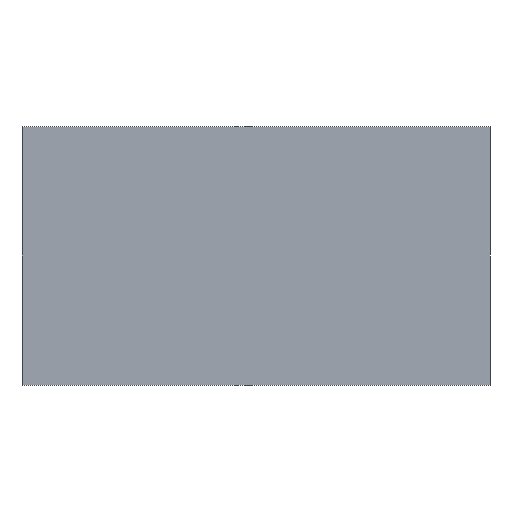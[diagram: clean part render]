
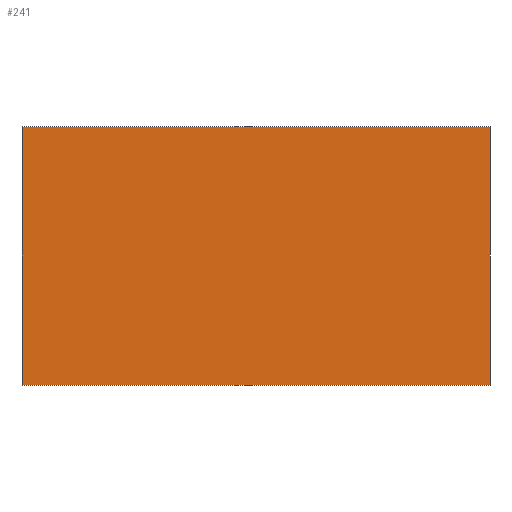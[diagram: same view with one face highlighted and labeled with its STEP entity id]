
A CAD part, front view. The second image highlights one B-rep face of the part: STEP entity #241.
In plain terms, the highlighted planar face has unit normal (0, -1, 0).
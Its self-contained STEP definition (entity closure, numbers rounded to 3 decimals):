
#241 = ADVANCED_FACE ( 'NONE', ( #2587 ), #1320, .F. ) ;
#328 = DIRECTION ( 'NONE',  ( 0., 0., 1. ) ) ;
#411 = CARTESIAN_POINT ( 'NONE',  ( -54.25, -1.35, -30. ) ) ;
#439 = AXIS2_PLACEMENT_3D ( 'NONE', #777, #2338, #328 ) ;
#440 = EDGE_CURVE ( 'NONE', #807, #1950, #460, .T. ) ;
#460 = LINE ( 'NONE', #2504, #524 ) ;
#524 = VECTOR ( 'NONE', #1440, 1000. ) ;
#615 = LINE ( 'NONE', #411, #1667 ) ;
#626 = LINE ( 'NONE', #2242, #1838 ) ;
#691 = EDGE_LOOP ( 'NONE', ( #2487, #2274, #1123, #1158 ) ) ;
#755 = EDGE_CURVE ( 'NONE', #1950, #1194, #1972, .T. ) ;
#777 = CARTESIAN_POINT ( 'NONE',  ( 54.25, -1.35, -30. ) ) ;
#807 = VERTEX_POINT ( 'NONE', #2579 ) ;
#819 = EDGE_CURVE ( 'NONE', #1748, #1194, #615, .T. ) ;
#972 = DIRECTION ( 'NONE',  ( -1., 0., 0. ) ) ;
#985 = CARTESIAN_POINT ( 'NONE',  ( 54.25, -1.35, -30. ) ) ;
#1051 = CARTESIAN_POINT ( 'NONE',  ( 54.25, -1.35, -30. ) ) ;
#1062 = CARTESIAN_POINT ( 'NONE',  ( -54.25, -1.35, 30. ) ) ;
#1123 = ORIENTED_EDGE ( 'NONE', *, *, #440, .F. ) ;
#1158 = ORIENTED_EDGE ( 'NONE', *, *, #1387, .T. ) ;
#1194 = VERTEX_POINT ( 'NONE', #1796 ) ;
#1205 = DIRECTION ( 'NONE',  ( 0., 0., -1. ) ) ;
#1320 = PLANE ( 'NONE',  #439 ) ;
#1387 = EDGE_CURVE ( 'NONE', #807, #1748, #626, .T. ) ;
#1440 = DIRECTION ( 'NONE',  ( 0., 0., -1. ) ) ;
#1667 = VECTOR ( 'NONE', #1205, 1000. ) ;
#1748 = VERTEX_POINT ( 'NONE', #1062 ) ;
#1796 = CARTESIAN_POINT ( 'NONE',  ( -54.25, -1.35, -30. ) ) ;
#1829 = DIRECTION ( 'NONE',  ( -1., 0., 0. ) ) ;
#1838 = VECTOR ( 'NONE', #1829, 1000. ) ;
#1950 = VERTEX_POINT ( 'NONE', #1051 ) ;
#1972 = LINE ( 'NONE', #985, #2174 ) ;
#2174 = VECTOR ( 'NONE', #972, 1000. ) ;
#2242 = CARTESIAN_POINT ( 'NONE',  ( 54.25, -1.35, 30. ) ) ;
#2274 = ORIENTED_EDGE ( 'NONE', *, *, #755, .F. ) ;
#2338 = DIRECTION ( 'NONE',  ( 0., 1., 0. ) ) ;
#2487 = ORIENTED_EDGE ( 'NONE', *, *, #819, .T. ) ;
#2504 = CARTESIAN_POINT ( 'NONE',  ( 54.25, -1.35, -30. ) ) ;
#2579 = CARTESIAN_POINT ( 'NONE',  ( 54.25, -1.35, 30. ) ) ;
#2587 = FACE_OUTER_BOUND ( 'NONE', #691, .T. ) ;
